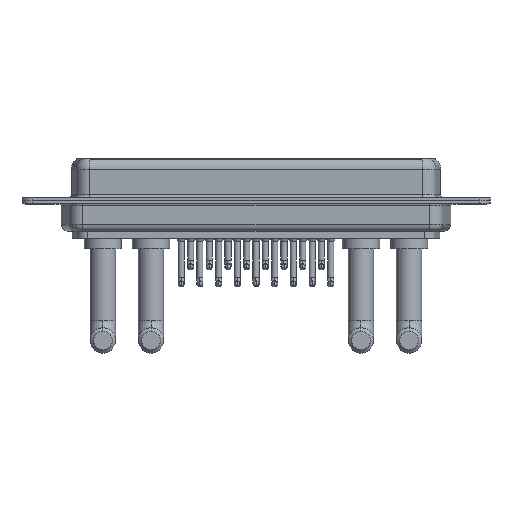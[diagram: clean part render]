
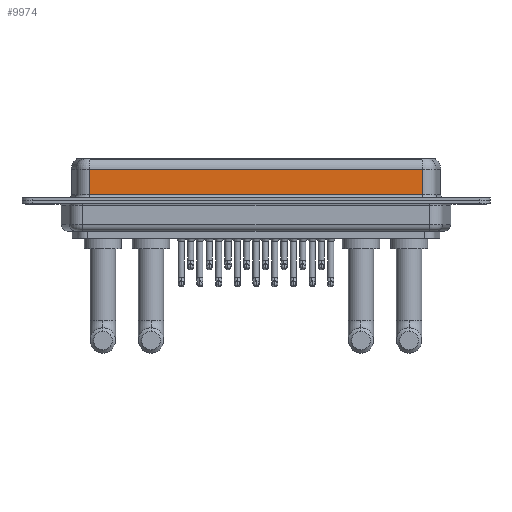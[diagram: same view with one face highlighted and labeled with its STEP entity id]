
A CAD part, front view. The second image highlights one B-rep face of the part: STEP entity #9974.
In plain terms, the highlighted planar face has unit normal (0, -1, 0).
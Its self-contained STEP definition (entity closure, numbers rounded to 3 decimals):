
#161 = LINE ( 'NONE', #18879, #10655 ) ;
#291 = DIRECTION ( 'NONE',  ( 0., 0., -1. ) ) ;
#614 = EDGE_CURVE ( 'NONE', #14469, #18694, #16875, .T. ) ;
#1538 = CARTESIAN_POINT ( 'NONE',  ( 7.038, -3.95, 4.65 ) ) ;
#1612 = CARTESIAN_POINT ( 'NONE',  ( 56.462, -3.95, 6.4 ) ) ;
#2435 = ORIENTED_EDGE ( 'NONE', *, *, #614, .T. ) ;
#3067 = EDGE_LOOP ( 'NONE', ( #17419, #13676, #2435, #4011 ) ) ;
#3159 = CARTESIAN_POINT ( 'NONE',  ( 56.462, -3.95, 0.9 ) ) ;
#4011 = ORIENTED_EDGE ( 'NONE', *, *, #9463, .T. ) ;
#4303 = EDGE_CURVE ( 'NONE', #7183, #14469, #161, .T. ) ;
#4409 = CARTESIAN_POINT ( 'NONE',  ( 56.462, -3.95, 0.9 ) ) ;
#5745 = AXIS2_PLACEMENT_3D ( 'NONE', #1612, #7858, #14097 ) ;
#7183 = VERTEX_POINT ( 'NONE', #7187 ) ;
#7187 = CARTESIAN_POINT ( 'NONE',  ( 56.462, -3.95, 4.65 ) ) ;
#7251 = VECTOR ( 'NONE', #10631, 1000. ) ;
#7516 = VECTOR ( 'NONE', #291, 1000. ) ;
#7858 = DIRECTION ( 'NONE',  ( 0., 1., 0. ) ) ;
#9408 = FACE_OUTER_BOUND ( 'NONE', #3067, .T. ) ;
#9463 = EDGE_CURVE ( 'NONE', #18694, #19653, #20136, .T. ) ;
#9974 = ADVANCED_FACE ( 'NONE', ( #9408 ), #12555, .F. ) ;
#10545 = CARTESIAN_POINT ( 'NONE',  ( 7.038, -3.95, 6.4 ) ) ;
#10631 = DIRECTION ( 'NONE',  ( 1., 0., 0. ) ) ;
#10655 = VECTOR ( 'NONE', #17436, 1000. ) ;
#12555 = PLANE ( 'NONE',  #5745 ) ;
#12966 = CARTESIAN_POINT ( 'NONE',  ( 56.462, -3.95, 6.4 ) ) ;
#13676 = ORIENTED_EDGE ( 'NONE', *, *, #4303, .T. ) ;
#14097 = DIRECTION ( 'NONE',  ( 0., 0., 1. ) ) ;
#14305 = LINE ( 'NONE', #12966, #7516 ) ;
#14469 = VERTEX_POINT ( 'NONE', #1538 ) ;
#14523 = EDGE_CURVE ( 'NONE', #7183, #19653, #14305, .T. ) ;
#15021 = CARTESIAN_POINT ( 'NONE',  ( 7.038, -3.95, 0.9 ) ) ;
#15242 = DIRECTION ( 'NONE',  ( 0., 0., -1. ) ) ;
#16875 = LINE ( 'NONE', #10545, #19372 ) ;
#17419 = ORIENTED_EDGE ( 'NONE', *, *, #14523, .F. ) ;
#17436 = DIRECTION ( 'NONE',  ( -1., 0., 0. ) ) ;
#18694 = VERTEX_POINT ( 'NONE', #15021 ) ;
#18879 = CARTESIAN_POINT ( 'NONE',  ( 56.462, -3.95, 4.65 ) ) ;
#19372 = VECTOR ( 'NONE', #15242, 1000. ) ;
#19653 = VERTEX_POINT ( 'NONE', #4409 ) ;
#20136 = LINE ( 'NONE', #3159, #7251 ) ;
